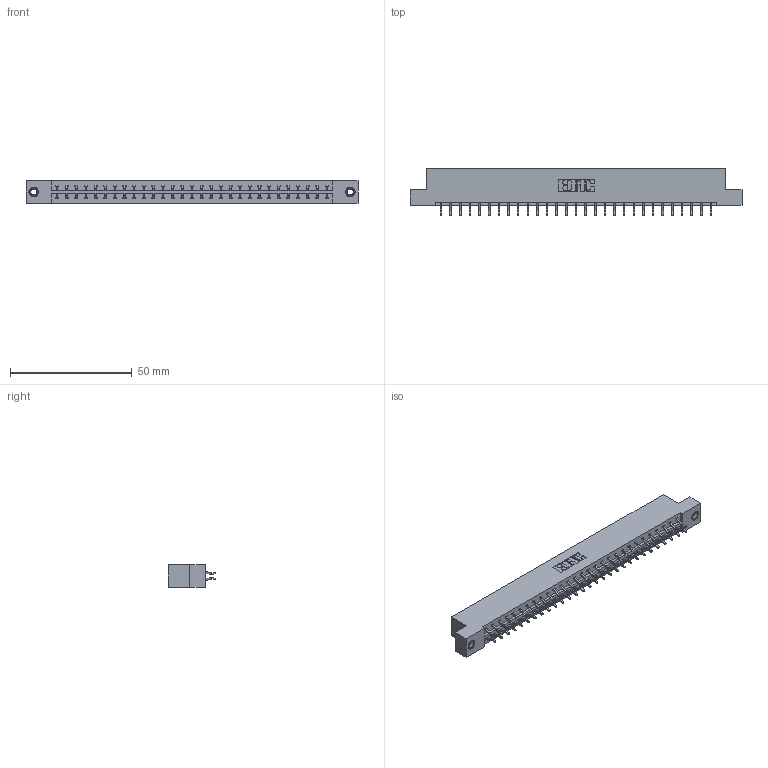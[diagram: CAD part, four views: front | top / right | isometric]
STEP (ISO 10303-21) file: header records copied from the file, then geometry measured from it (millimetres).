
FILE_DESCRIPTION (( 'STEP AP203' ), '1' );
FILE_NAME ('833-058-556-207.STEP', '2020-06-05T01:09:09', ( '' ), ( '' ), 'SwSTEP 2.0', 'SolidWorks 2020', '' );
FILE_SCHEMA (( 'CONFIG_CONTROL_DESIGN' ));
Length unit declared in the file: inch
Products named in the file (4): 833-058-556-207; 345-292-001_556 Tail; 345-250-001_345-250-005-103; 833 Part_Flush - .156 Dia - TI
Assembly tree (61 placements, depth 2):
  833-058-556-207
    833 Part_Flush - .156 Dia - TI
    345-292-001_556 Tail  x58
    345-250-001_345-250-005-103  x2
Bounding box: 136.45 x 19.57 x 9.4 mm (x, y, z)
Volume: 13793.3 mm3; surface area: 16144.3 mm2
Topology: 61 solids, 61 shells, 3538 faces, 10481 edges, 6902 vertices
Faces by surface type: plane 2422, cylinder 1100, cone 12, torus 4
Entity records: 21744 total; most frequent: CARTESIAN_POINT 3617, ORIENTED_EDGE 3534, DIRECTION 3133, EDGE_CURVE 1767, VECTOR 1611, LINE 1611, VERTEX_POINT 1172, AXIS2_PLACEMENT_3D 761
